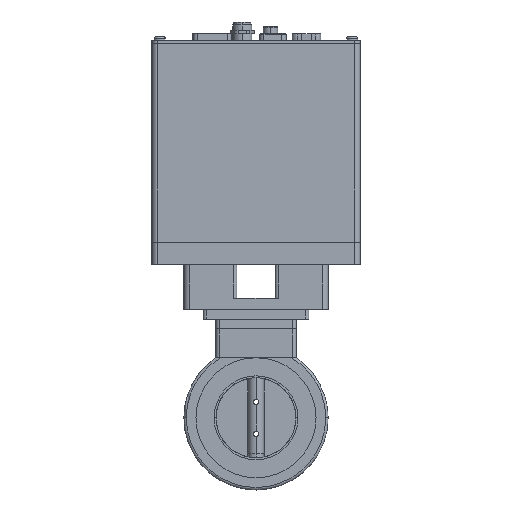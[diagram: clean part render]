
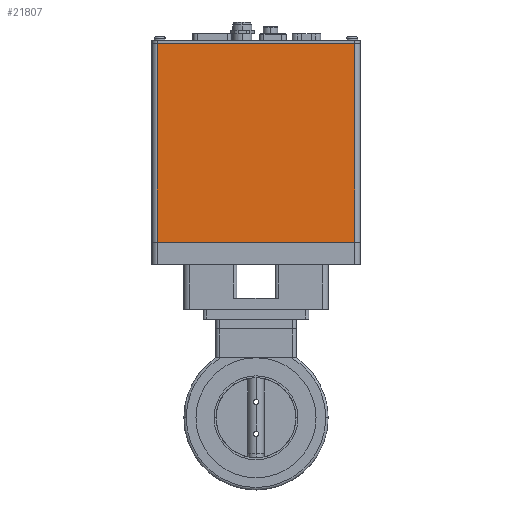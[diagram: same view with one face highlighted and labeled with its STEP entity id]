
A CAD part, top view. The second image highlights one B-rep face of the part: STEP entity #21807.
In plain terms, the highlighted planar face has unit normal (0, 0, 1).
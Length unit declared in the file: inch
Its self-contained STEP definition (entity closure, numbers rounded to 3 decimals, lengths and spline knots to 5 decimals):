
#1611 = LINE ( 'NONE', #14138, #3223 ) ;
#2544 = EDGE_CURVE ( 'NONE', #13198, #38923, #1611, .T. ) ;
#3032 = DIRECTION ( 'NONE',  ( 0., 1., 0. ) ) ;
#3223 = VECTOR ( 'NONE', #32573, 39.37008 ) ;
#5222 = ORIENTED_EDGE ( 'NONE', *, *, #2544, .T. ) ;
#6564 = CARTESIAN_POINT ( 'NONE',  ( 2.52458, 4.3811, 5.31496 ) ) ;
#6646 = EDGE_CURVE ( 'NONE', #38923, #18528, #6895, .T. ) ;
#6776 = DIRECTION ( 'NONE',  ( 1., 0., 0. ) ) ;
#6895 = LINE ( 'NONE', #37680, #7683 ) ;
#7182 = AXIS2_PLACEMENT_3D ( 'NONE', #6564, #35253, #6776 ) ;
#7683 = VECTOR ( 'NONE', #31882, 39.37008 ) ;
#9213 = DIRECTION ( 'NONE',  ( 1., 0., 0. ) ) ;
#9561 = EDGE_LOOP ( 'NONE', ( #25085, #5222, #29106, #10739 ) ) ;
#9587 = CARTESIAN_POINT ( 'NONE',  ( 2.38679, 4.3811, 5.31496 ) ) ;
#10739 = ORIENTED_EDGE ( 'NONE', *, *, #39200, .T. ) ;
#12024 = CARTESIAN_POINT ( 'NONE',  ( -2.45573, 9.26299, 5.31496 ) ) ;
#13198 = VERTEX_POINT ( 'NONE', #12024 ) ;
#14138 = CARTESIAN_POINT ( 'NONE',  ( -2.45573, 4.3811, 5.31496 ) ) ;
#14395 = VERTEX_POINT ( 'NONE', #40524 ) ;
#15975 = LINE ( 'NONE', #37921, #24655 ) ;
#18528 = VERTEX_POINT ( 'NONE', #20799 ) ;
#20799 = CARTESIAN_POINT ( 'NONE',  ( 2.38679, 4.3811, 5.31496 ) ) ;
#21807 = ADVANCED_FACE ( 'NONE', ( #34647 ), #22335, .T. ) ;
#22335 = PLANE ( 'NONE',  #7182 ) ;
#24655 = VECTOR ( 'NONE', #9213, 39.37008 ) ;
#24841 = CARTESIAN_POINT ( 'NONE',  ( -2.45573, 4.3811, 5.31496 ) ) ;
#25085 = ORIENTED_EDGE ( 'NONE', *, *, #39263, .F. ) ;
#29106 = ORIENTED_EDGE ( 'NONE', *, *, #6646, .T. ) ;
#31116 = LINE ( 'NONE', #9587, #34471 ) ;
#31882 = DIRECTION ( 'NONE',  ( 1., 0., 0. ) ) ;
#32573 = DIRECTION ( 'NONE',  ( 0., -1., 0. ) ) ;
#34471 = VECTOR ( 'NONE', #3032, 39.37008 ) ;
#34647 = FACE_OUTER_BOUND ( 'NONE', #9561, .T. ) ;
#35253 = DIRECTION ( 'NONE',  ( 0., 0., 1. ) ) ;
#37680 = CARTESIAN_POINT ( 'NONE',  ( 2.52458, 4.3811, 5.31496 ) ) ;
#37921 = CARTESIAN_POINT ( 'NONE',  ( 2.52458, 9.26299, 5.31496 ) ) ;
#38923 = VERTEX_POINT ( 'NONE', #24841 ) ;
#39200 = EDGE_CURVE ( 'NONE', #18528, #14395, #31116, .T. ) ;
#39263 = EDGE_CURVE ( 'NONE', #13198, #14395, #15975, .T. ) ;
#40524 = CARTESIAN_POINT ( 'NONE',  ( 2.38679, 9.26299, 5.31496 ) ) ;
